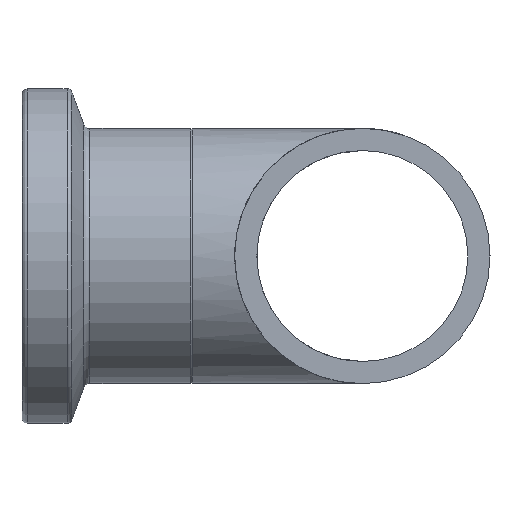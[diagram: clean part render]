
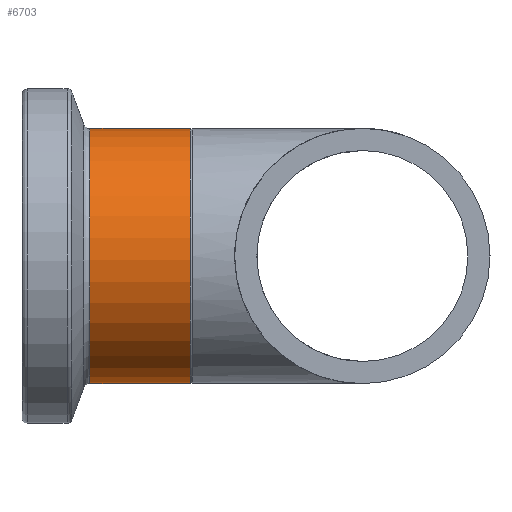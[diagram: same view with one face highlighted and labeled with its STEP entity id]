
A CAD part, left-side view. The second image highlights one B-rep face of the part: STEP entity #6703.
In plain terms, the highlighted cylindrical face has radius 9.525 mm (diameter 19.05 mm), a full revolution.
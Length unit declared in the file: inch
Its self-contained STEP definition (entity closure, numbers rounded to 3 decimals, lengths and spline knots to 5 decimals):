
#125=FACE_BOUND('',#1233,.T.);
#826=FACE_OUTER_BOUND('',#1232,.T.);
#1232=EDGE_LOOP('',(#6208));
#1233=EDGE_LOOP('',(#6209));
#2301=CIRCLE('',#7092,0.375);
#2303=CIRCLE('',#7095,0.375);
#3290=VERTEX_POINT('',#14592);
#3292=VERTEX_POINT('',#14597);
#4272=EDGE_CURVE('',#3290,#3290,#2301,.T.);
#4274=EDGE_CURVE('',#3292,#3292,#2303,.T.);
#6208=ORIENTED_EDGE('',*,*,#4274,.F.);
#6209=ORIENTED_EDGE('',*,*,#4272,.F.);
#6287=CYLINDRICAL_SURFACE('',#7094,0.375);
#6703=ADVANCED_FACE('',(#826,#125),#6287,.T.);
#7092=AXIS2_PLACEMENT_3D('',#14593,#8324,#8325);
#7094=AXIS2_PLACEMENT_3D('',#14596,#8328,#8329);
#7095=AXIS2_PLACEMENT_3D('',#14598,#8330,#8331);
#8324=DIRECTION('center_axis',(0.,-1.,0.));
#8325=DIRECTION('ref_axis',(0.881,0.,-0.474));
#8328=DIRECTION('center_axis',(0.,-1.,0.));
#8329=DIRECTION('ref_axis',(-0.881,0.,0.474));
#8330=DIRECTION('center_axis',(0.,1.,0.));
#8331=DIRECTION('ref_axis',(0.881,0.,-0.474));
#14592=CARTESIAN_POINT('',(-0.33025,0.505,0.17766));
#14593=CARTESIAN_POINT('Origin',(0.,0.505,0.));
#14596=CARTESIAN_POINT('Origin',(0.,0.65721,
0.));
#14597=CARTESIAN_POINT('',(-0.33025,0.80041,0.17766));
#14598=CARTESIAN_POINT('Origin',(0.,0.80041,
0.));
